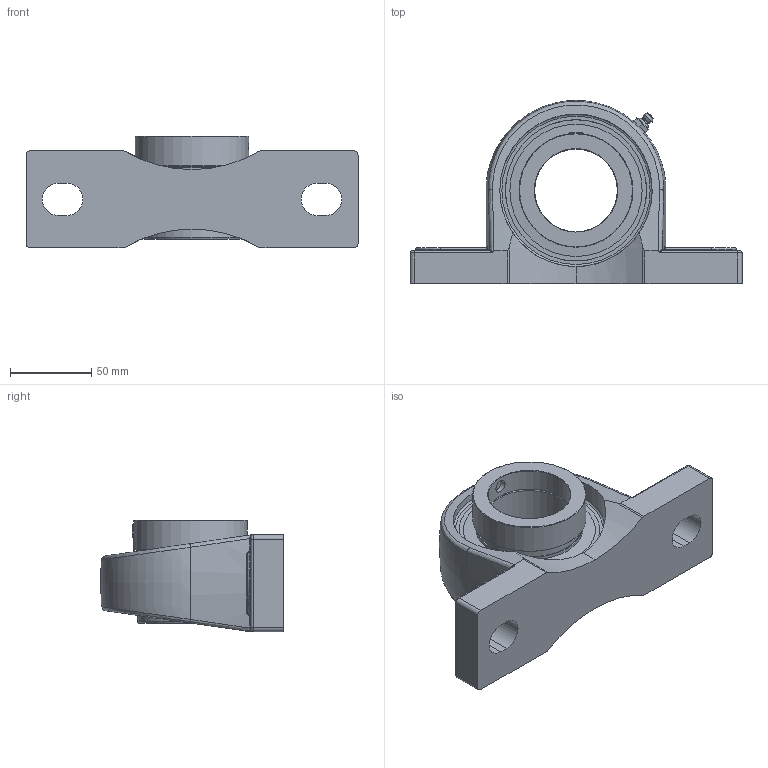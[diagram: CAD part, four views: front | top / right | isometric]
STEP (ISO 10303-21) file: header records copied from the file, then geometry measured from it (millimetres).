
FILE_DESCRIPTION(('HOOPS Exchange Step'),'2;1');
FILE_NAME('export-D8946E4E-2DE6-4A28-8E44-2CB599E9FC14.stp','2019-12-13T13:59:00-08:00',('ibuslach'),('Alibre'),'HOOPS Exchange 2019.2','Alibre','Unknown authorisation');
FILE_SCHEMA( ('AP242_MANAGED_MODEL_BASED_3D_ENGINEERING_MIM_LF {1 0 10303 442 1 1 4 }') );
Length unit declared in the file: centimetre
Products named in the file (8): MRN SP 210; UCP ZERK 8mm; SHC 210-32 RACE; SHC 210-32 COLLAR; SHC 210-32 SHIELD; SHC 207 SS; MRN SHC 210-32; MRN SHCP 210-32
Assembly tree (7 placements, depth 3):
  MRN SHCP 210-32
    MRN SP 210
    UCP ZERK 8mm
    MRN SHC 210-32
      SHC 210-32 RACE
      SHC 210-32 COLLAR
      SHC 210-32 SHIELD
      SHC 207 SS
Bounding box: 204 x 112.5 x 68.51 mm (x, y, z)
Volume: 440378.6 mm3; surface area: 119308.1 mm2
Topology: 22 solids, 22 shells, 246 faces, 654 edges, 420 vertices
Faces by surface type: cylinder 74, plane 67, cone 32, torus 28, sphere 23, bspline 22
Full cylindrical faces by diameter (mm): 2.262 x2, 7.925 x1, 7.938 x2, 8 x2, 50.8 x2, 59.385 x2, 64.516 x4, 65.532 x2, 69.9 x1, 76.2 x2, 81.28 x4, 93.638 x2
Entity records: 16236 total; most frequent: CARTESIAN_POINT 10112, DIRECTION 1261, ORIENTED_EDGE 1234, EDGE_CURVE 617, AXIS2_PLACEMENT_3D 533, VERTEX_POINT 420, EDGE_LOOP 275, FACE_BOUND 275
